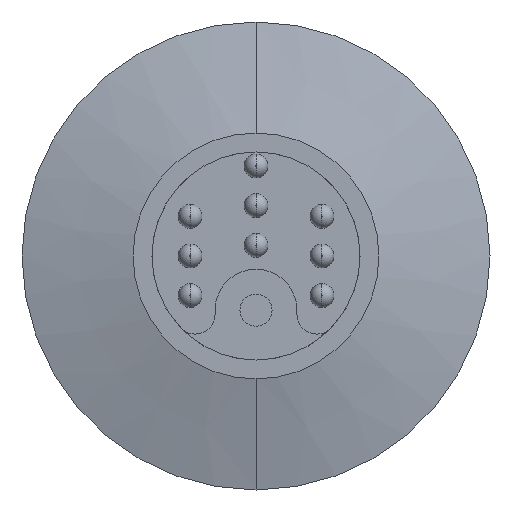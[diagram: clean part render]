
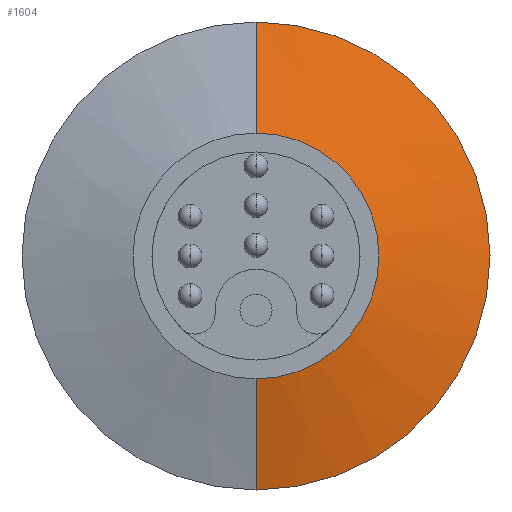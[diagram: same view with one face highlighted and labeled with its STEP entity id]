
A CAD part, front view. The second image highlights one B-rep face of the part: STEP entity #1604.
In plain terms, the highlighted conical face has half-angle 75 degrees and reference radius 7.874 mm.
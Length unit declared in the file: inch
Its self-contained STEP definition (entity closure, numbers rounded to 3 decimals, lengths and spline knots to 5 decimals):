
#82 = ORIENTED_EDGE ( 'NONE', *, *, #2723, .T. ) ;
#101 = CONICAL_SURFACE ( 'NONE', #1222, 0.31, 1.309 ) ;
#122 = FACE_OUTER_BOUND ( 'NONE', #723, .T. ) ;
#253 = ORIENTED_EDGE ( 'NONE', *, *, #2725, .F. ) ;
#256 = ORIENTED_EDGE ( 'NONE', *, *, #2724, .F. ) ;
#492 = VERTEX_POINT ( 'NONE', #2139 ) ;
#521 = VERTEX_POINT ( 'NONE', #2029 ) ;
#522 = VERTEX_POINT ( 'NONE', #2002 ) ;
#551 = VERTEX_POINT ( 'NONE', #2037 ) ;
#723 = EDGE_LOOP ( 'NONE', ( #807, #82, #256, #253 ) ) ;
#807 = ORIENTED_EDGE ( 'NONE', *, *, #2721, .T. ) ;
#1222 = AXIS2_PLACEMENT_3D ( 'NONE', #2152, #2154, #2156 ) ;
#1274 = AXIS2_PLACEMENT_3D ( 'NONE', #3105, #3098, #3100 ) ;
#1380 = AXIS2_PLACEMENT_3D ( 'NONE', #3149, #3147, #3146 ) ;
#1604 = ADVANCED_FACE ( 'NONE', ( #122 ), #101, .T. ) ;
#2002 = CARTESIAN_POINT ( 'NONE',  ( 0., 0.13, 0.59 ) ) ;
#2029 = CARTESIAN_POINT ( 'NONE',  ( 0., 0.05497, -0.31 ) ) ;
#2037 = CARTESIAN_POINT ( 'NONE',  ( 0., 0.13, -0.59 ) ) ;
#2139 = CARTESIAN_POINT ( 'NONE',  ( 0., 0.05497, 0.31 ) ) ;
#2152 = CARTESIAN_POINT ( 'NONE',  ( 0., 0.05497, 0. ) ) ;
#2154 = DIRECTION ( 'NONE',  ( 0., 1., 0. ) ) ;
#2156 = DIRECTION ( 'NONE',  ( 0., 0., 1. ) ) ;
#2721 = EDGE_CURVE ( 'NONE', #492, #521, #3034, .T. ) ;
#2723 = EDGE_CURVE ( 'NONE', #521, #551, #3032, .T. ) ;
#2724 = EDGE_CURVE ( 'NONE', #522, #551, #3029, .T. ) ;
#2725 = EDGE_CURVE ( 'NONE', #492, #522, #3031, .T. ) ;
#3025 = VECTOR ( 'NONE', #3152, 39.37008 ) ;
#3028 = VECTOR ( 'NONE', #3148, 39.37008 ) ;
#3029 = CIRCLE ( 'NONE', #1380, 0.59 ) ;
#3031 = LINE ( 'NONE', #3150, #3025 ) ;
#3032 = LINE ( 'NONE', #3110, #3028 ) ;
#3034 = CIRCLE ( 'NONE', #1274, 0.31 ) ;
#3098 = DIRECTION ( 'NONE',  ( 0., 1., 0. ) ) ;
#3100 = DIRECTION ( 'NONE',  ( 0., 0., 1. ) ) ;
#3105 = CARTESIAN_POINT ( 'NONE',  ( 0., 0.05497, 0. ) ) ;
#3110 = CARTESIAN_POINT ( 'NONE',  ( 0., 0.05497, -0.31 ) ) ;
#3146 = DIRECTION ( 'NONE',  ( 0., 0., 1. ) ) ;
#3147 = DIRECTION ( 'NONE',  ( 0., 1., 0. ) ) ;
#3148 = DIRECTION ( 'NONE',  ( 0., 0.259, -0.966 ) ) ;
#3149 = CARTESIAN_POINT ( 'NONE',  ( 0., 0.13, 0. ) ) ;
#3150 = CARTESIAN_POINT ( 'NONE',  ( 0., 0.05497, 0.31 ) ) ;
#3152 = DIRECTION ( 'NONE',  ( 0., 0.259, 0.966 ) ) ;
